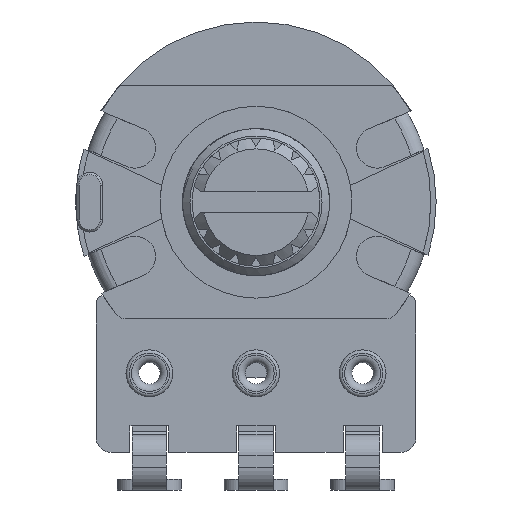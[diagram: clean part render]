
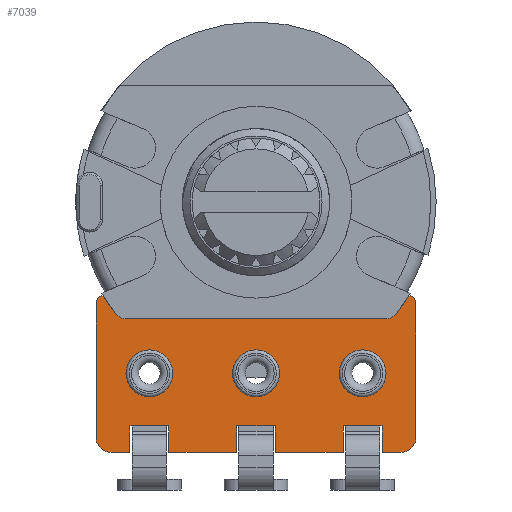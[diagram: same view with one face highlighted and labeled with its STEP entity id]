
A CAD part, front view. The second image highlights one B-rep face of the part: STEP entity #7039.
In plain terms, the highlighted planar face has unit normal (0, -1, 0).
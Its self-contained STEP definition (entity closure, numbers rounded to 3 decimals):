
#91=CIRCLE('',#7130,8.4);
#95=CIRCLE('',#7135,8.4);
#236=CIRCLE('',#7430,1.1);
#237=CIRCLE('',#7432,1.1);
#238=CIRCLE('',#7434,1.1);
#242=CIRCLE('',#7459,0.7);
#244=CIRCLE('',#7464,0.7);
#253=CIRCLE('',#7482,0.34);
#254=CIRCLE('',#7484,0.5);
#255=CIRCLE('',#7485,0.5);
#256=CIRCLE('',#7486,0.342);
#1379=ORIENTED_EDGE('',*,*,#2369,.T.);
#1380=ORIENTED_EDGE('',*,*,#2368,.T.);
#1381=ORIENTED_EDGE('',*,*,#2367,.T.);
#1382=ORIENTED_EDGE('',*,*,#2382,.F.);
#1383=ORIENTED_EDGE('',*,*,#2387,.F.);
#1384=ORIENTED_EDGE('',*,*,#2390,.T.);
#1385=ORIENTED_EDGE('',*,*,#2399,.T.);
#1386=ORIENTED_EDGE('',*,*,#2402,.T.);
#1387=ORIENTED_EDGE('',*,*,#2405,.F.);
#1388=ORIENTED_EDGE('',*,*,#2408,.T.);
#1389=ORIENTED_EDGE('',*,*,#2417,.T.);
#1390=ORIENTED_EDGE('',*,*,#2420,.T.);
#1391=ORIENTED_EDGE('',*,*,#2423,.F.);
#1392=ORIENTED_EDGE('',*,*,#2426,.F.);
#1393=ORIENTED_EDGE('',*,*,#2427,.F.);
#1394=ORIENTED_EDGE('',*,*,#2462,.F.);
#1395=ORIENTED_EDGE('',*,*,#1913,.T.);
#1396=ORIENTED_EDGE('',*,*,#2463,.T.);
#1397=ORIENTED_EDGE('',*,*,#2464,.T.);
#1398=ORIENTED_EDGE('',*,*,#2465,.T.);
#1399=ORIENTED_EDGE('',*,*,#1918,.T.);
#1400=ORIENTED_EDGE('',*,*,#2466,.F.);
#1401=ORIENTED_EDGE('',*,*,#2432,.F.);
#1402=ORIENTED_EDGE('',*,*,#2436,.F.);
#1403=ORIENTED_EDGE('',*,*,#2439,.F.);
#1404=ORIENTED_EDGE('',*,*,#2441,.F.);
#1405=ORIENTED_EDGE('',*,*,#2443,.F.);
#1913=EDGE_CURVE('',#2668,#2669,#91,.T.);
#1918=EDGE_CURVE('',#2672,#2671,#95,.T.);
#2367=EDGE_CURVE('',#2984,#2984,#236,.T.);
#2368=EDGE_CURVE('',#2985,#2985,#237,.T.);
#2369=EDGE_CURVE('',#2986,#2986,#238,.T.);
#2382=EDGE_CURVE('',#2996,#2997,#3456,.T.);
#2387=EDGE_CURVE('',#3000,#2996,#3461,.T.);
#2390=EDGE_CURVE('',#3000,#3002,#3464,.T.);
#2399=EDGE_CURVE('',#3002,#3006,#3473,.T.);
#2402=EDGE_CURVE('',#3006,#3008,#3476,.T.);
#2405=EDGE_CURVE('',#3010,#3008,#3479,.T.);
#2408=EDGE_CURVE('',#3010,#3012,#3482,.T.);
#2417=EDGE_CURVE('',#3012,#3016,#3491,.T.);
#2420=EDGE_CURVE('',#3016,#3018,#3494,.T.);
#2423=EDGE_CURVE('',#3020,#3018,#3497,.T.);
#2426=EDGE_CURVE('',#3022,#3020,#242,.T.);
#2427=EDGE_CURVE('',#3023,#3022,#3499,.T.);
#2432=EDGE_CURVE('',#3027,#3028,#3504,.T.);
#2436=EDGE_CURVE('',#3030,#3027,#244,.T.);
#2439=EDGE_CURVE('',#3032,#3030,#3509,.T.);
#2441=EDGE_CURVE('',#3034,#3032,#3511,.T.);
#2443=EDGE_CURVE('',#2997,#3034,#3513,.T.);
#2462=EDGE_CURVE('',#2668,#3023,#253,.T.);
#2463=EDGE_CURVE('',#2669,#3049,#254,.T.);
#2464=EDGE_CURVE('',#3049,#3050,#3524,.T.);
#2465=EDGE_CURVE('',#3050,#2672,#255,.T.);
#2466=EDGE_CURVE('',#3028,#2671,#256,.T.);
#2668=VERTEX_POINT('',#9132);
#2669=VERTEX_POINT('',#9133);
#2671=VERTEX_POINT('',#9140);
#2672=VERTEX_POINT('',#9142);
#2984=VERTEX_POINT('',#10159);
#2985=VERTEX_POINT('',#10162);
#2986=VERTEX_POINT('',#10165);
#2996=VERTEX_POINT('',#10192);
#2997=VERTEX_POINT('',#10194);
#3000=VERTEX_POINT('',#10202);
#3002=VERTEX_POINT('',#10208);
#3006=VERTEX_POINT('',#10225);
#3008=VERTEX_POINT('',#10231);
#3010=VERTEX_POINT('',#10237);
#3012=VERTEX_POINT('',#10243);
#3016=VERTEX_POINT('',#10260);
#3018=VERTEX_POINT('',#10266);
#3020=VERTEX_POINT('',#10272);
#3022=VERTEX_POINT('',#10278);
#3023=VERTEX_POINT('',#10282);
#3027=VERTEX_POINT('',#10291);
#3028=VERTEX_POINT('',#10293);
#3030=VERTEX_POINT('',#10299);
#3032=VERTEX_POINT('',#10305);
#3034=VERTEX_POINT('',#10310);
#3049=VERTEX_POINT('',#10356);
#3050=VERTEX_POINT('',#10358);
#3456=LINE('',#10193,#3929);
#3461=LINE('',#10203,#3934);
#3464=LINE('',#10209,#3937);
#3473=LINE('',#10226,#3946);
#3476=LINE('',#10232,#3949);
#3479=LINE('',#10238,#3952);
#3482=LINE('',#10244,#3955);
#3491=LINE('',#10261,#3964);
#3494=LINE('',#10267,#3967);
#3497=LINE('',#10273,#3970);
#3499=LINE('',#10281,#3972);
#3504=LINE('',#10292,#3977);
#3509=LINE('',#10306,#3982);
#3511=LINE('',#10311,#3984);
#3513=LINE('',#10314,#3986);
#3524=LINE('',#10357,#3997);
#3929=VECTOR('',#8555,1000.);
#3934=VECTOR('',#8562,1000.);
#3937=VECTOR('',#8567,1000.);
#3946=VECTOR('',#8584,1000.);
#3949=VECTOR('',#8589,1000.);
#3952=VECTOR('',#8594,1000.);
#3955=VECTOR('',#8599,1000.);
#3964=VECTOR('',#8616,1000.);
#3967=VECTOR('',#8621,1000.);
#3970=VECTOR('',#8626,1000.);
#3972=VECTOR('',#8636,1000.);
#3977=VECTOR('',#8643,1000.);
#3982=VECTOR('',#8656,1000.);
#3984=VECTOR('',#8660,1000.);
#3986=VECTOR('',#8664,1000.);
#3997=VECTOR('',#8709,1000.);
#4327=EDGE_LOOP('',(#1379));
#4328=EDGE_LOOP('',(#1380));
#4329=EDGE_LOOP('',(#1381));
#4330=EDGE_LOOP('',(#1382,#1383,#1384,#1385,#1386,#1387,#1388,#1389,#1390,
#1391,#1392,#1393,#1394,#1395,#1396,#1397,#1398,#1399,#1400,#1401,#1402,
#1403,#1404,#1405));
#4637=FACE_BOUND('',#4327,.T.);
#4638=FACE_BOUND('',#4328,.T.);
#4639=FACE_BOUND('',#4329,.T.);
#4640=FACE_BOUND('',#4330,.T.);
#4858=PLANE('',#7483);
#7039=ADVANCED_FACE('',(#4637,#4638,#4639,#4640),#4858,.F.);
#7130=AXIS2_PLACEMENT_3D('',#9131,#7646,#7647);
#7135=AXIS2_PLACEMENT_3D('',#9141,#7657,#7658);
#7430=AXIS2_PLACEMENT_3D('',#10158,#8521,#8522);
#7432=AXIS2_PLACEMENT_3D('',#10161,#8525,#8526);
#7434=AXIS2_PLACEMENT_3D('',#10164,#8529,#8530);
#7459=AXIS2_PLACEMENT_3D('',#10279,#8632,#8633);
#7464=AXIS2_PLACEMENT_3D('',#10300,#8650,#8651);
#7482=AXIS2_PLACEMENT_3D('',#10353,#8703,#8704);
#7483=AXIS2_PLACEMENT_3D('',#10354,#8705,#8706);
#7484=AXIS2_PLACEMENT_3D('',#10355,#8707,#8708);
#7485=AXIS2_PLACEMENT_3D('',#10359,#8710,#8711);
#7486=AXIS2_PLACEMENT_3D('',#10360,#8712,#8713);
#7646=DIRECTION('',(0.,1.,0.));
#7647=DIRECTION('',(0.,0.,1.));
#7657=DIRECTION('',(0.,1.,0.));
#7658=DIRECTION('',(0.,0.,1.));
#8521=DIRECTION('',(0.,1.,0.));
#8522=DIRECTION('',(0.,0.,1.));
#8525=DIRECTION('',(0.,1.,0.));
#8526=DIRECTION('',(0.,0.,1.));
#8529=DIRECTION('',(0.,1.,0.));
#8530=DIRECTION('',(0.,0.,1.));
#8555=DIRECTION('',(0.,0.,1.));
#8562=DIRECTION('',(-1.,0.,0.));
#8567=DIRECTION('',(0.,0.,1.));
#8584=DIRECTION('',(1.,0.,0.));
#8589=DIRECTION('',(0.,0.,-1.));
#8594=DIRECTION('',(-1.,0.,0.));
#8599=DIRECTION('',(0.,0.,1.));
#8616=DIRECTION('',(1.,0.,0.));
#8621=DIRECTION('',(0.,0.,-1.));
#8626=DIRECTION('',(-1.,0.,0.));
#8632=DIRECTION('',(0.,1.,0.));
#8633=DIRECTION('',(0.,0.,1.));
#8636=DIRECTION('',(0.,0.,-1.));
#8643=DIRECTION('',(0.,0.,1.));
#8650=DIRECTION('',(0.,1.,0.));
#8651=DIRECTION('',(0.,0.,1.));
#8656=DIRECTION('',(-1.,0.,0.));
#8660=DIRECTION('',(0.,0.,-1.));
#8664=DIRECTION('',(-1.,0.,0.));
#8703=DIRECTION('',(0.,1.,0.));
#8704=DIRECTION('',(-1.,0.,0.));
#8705=DIRECTION('',(0.,1.,0.));
#8706=DIRECTION('',(0.,0.,1.));
#8707=DIRECTION('',(0.,1.,0.));
#8708=DIRECTION('',(0.,0.,1.));
#8709=DIRECTION('',(-1.,0.,0.));
#8710=DIRECTION('',(0.,1.,0.));
#8711=DIRECTION('',(0.,0.,1.));
#8712=DIRECTION('',(0.,1.,0.));
#8713=DIRECTION('',(-1.,0.,0.));
#9131=CARTESIAN_POINT('',(0.,2.,0.));
#9132=CARTESIAN_POINT('',(7.165,2.,-4.385));
#9133=CARTESIAN_POINT('',(6.532,2.,-5.281));
#9140=CARTESIAN_POINT('',(-7.165,2.,-4.385));
#9141=CARTESIAN_POINT('',(0.,2.,0.));
#9142=CARTESIAN_POINT('',(-6.532,2.,-5.281));
#10158=CARTESIAN_POINT('',(5.,2.,-8.029));
#10159=CARTESIAN_POINT('',(5.,2.,-6.929));
#10161=CARTESIAN_POINT('',(0.,2.,-8.029));
#10162=CARTESIAN_POINT('',(0.,2.,-6.929));
#10164=CARTESIAN_POINT('',(-5.,2.,-8.029));
#10165=CARTESIAN_POINT('',(-5.,2.,-6.929));
#10192=CARTESIAN_POINT('',(-4.09,2.,-11.73));
#10193=CARTESIAN_POINT('',(-4.09,2.,-11.73));
#10194=CARTESIAN_POINT('',(-4.09,2.,-10.495));
#10202=CARTESIAN_POINT('',(-0.91,2.,-11.73));
#10203=CARTESIAN_POINT('',(7.5,2.,-11.73));
#10208=CARTESIAN_POINT('',(-0.91,2.,-10.495));
#10209=CARTESIAN_POINT('',(-0.91,2.,-11.73));
#10225=CARTESIAN_POINT('',(0.91,2.,-10.495));
#10226=CARTESIAN_POINT('',(-0.91,2.,-10.495));
#10231=CARTESIAN_POINT('',(0.91,2.,-11.73));
#10232=CARTESIAN_POINT('',(0.91,2.,-10.495));
#10237=CARTESIAN_POINT('',(4.09,2.,-11.73));
#10238=CARTESIAN_POINT('',(7.5,2.,-11.73));
#10243=CARTESIAN_POINT('',(4.09,2.,-10.495));
#10244=CARTESIAN_POINT('',(4.09,2.,-11.73));
#10260=CARTESIAN_POINT('',(5.91,2.,-10.495));
#10261=CARTESIAN_POINT('',(4.09,2.,-10.495));
#10266=CARTESIAN_POINT('',(5.91,2.,-11.73));
#10267=CARTESIAN_POINT('',(5.91,2.,-10.495));
#10272=CARTESIAN_POINT('',(6.8,2.,-11.73));
#10273=CARTESIAN_POINT('',(7.5,2.,-11.73));
#10278=CARTESIAN_POINT('',(7.5,2.,-11.03));
#10279=CARTESIAN_POINT('',(6.8,2.,-11.03));
#10281=CARTESIAN_POINT('',(7.5,2.,-4.725));
#10282=CARTESIAN_POINT('',(7.5,2.,-4.725));
#10291=CARTESIAN_POINT('',(-7.5,2.,-11.03));
#10292=CARTESIAN_POINT('',(-7.5,2.,-11.73));
#10293=CARTESIAN_POINT('',(-7.5,2.,-4.727));
#10299=CARTESIAN_POINT('',(-6.8,2.,-11.73));
#10300=CARTESIAN_POINT('',(-6.8,2.,-11.03));
#10305=CARTESIAN_POINT('',(-5.91,2.,-11.73));
#10306=CARTESIAN_POINT('',(7.5,2.,-11.73));
#10310=CARTESIAN_POINT('',(-5.91,2.,-10.495));
#10311=CARTESIAN_POINT('',(-5.91,2.,-10.495));
#10314=CARTESIAN_POINT('',(-4.09,2.,-10.495));
#10353=CARTESIAN_POINT('',(7.16,2.,-4.725));
#10354=CARTESIAN_POINT('',(37.484,2.,9.426));
#10355=CARTESIAN_POINT('',(6.143,2.,-4.967));
#10356=CARTESIAN_POINT('',(6.143,2.,-5.467));
#10357=CARTESIAN_POINT('',(-6.509,2.,-5.467));
#10358=CARTESIAN_POINT('',(-6.143,2.,-5.467));
#10359=CARTESIAN_POINT('',(-6.143,2.,-4.967));
#10360=CARTESIAN_POINT('',(-7.158,2.,-4.727));
